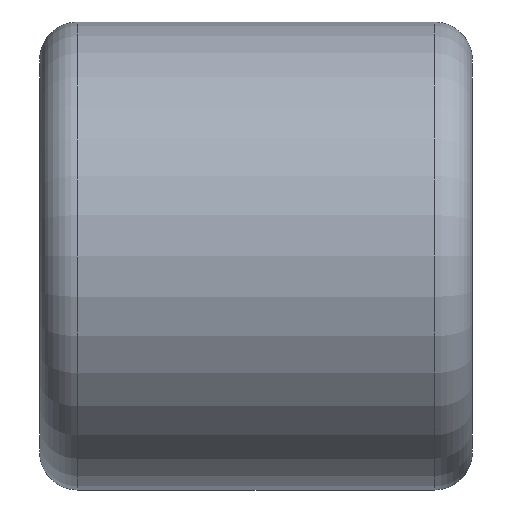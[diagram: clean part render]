
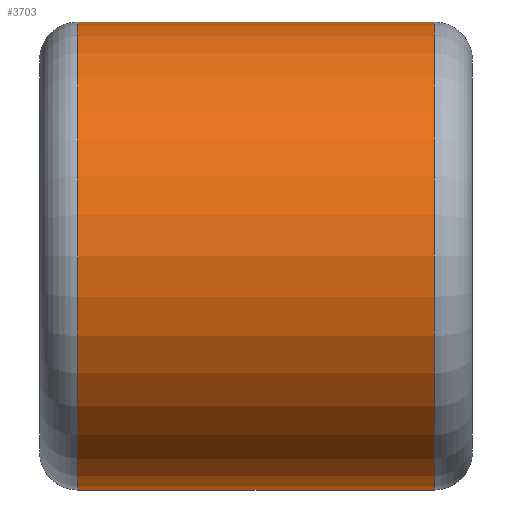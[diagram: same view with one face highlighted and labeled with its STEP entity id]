
A CAD part, front view. The second image highlights one B-rep face of the part: STEP entity #3703.
In plain terms, the highlighted cylindrical face has radius 40 mm (diameter 80 mm), a partial arc.
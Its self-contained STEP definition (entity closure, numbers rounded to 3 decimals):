
#115 = CIRCLE ( 'NONE', #3358, 40. ) ;
#208 = DIRECTION ( 'NONE',  ( -1., 0., 0. ) ) ;
#214 = EDGE_CURVE ( 'NONE', #1489, #4452, #3620, .T. ) ;
#277 = ORIENTED_EDGE ( 'NONE', *, *, #1109, .T. ) ;
#298 = ORIENTED_EDGE ( 'NONE', *, *, #214, .F. ) ;
#522 = VECTOR ( 'NONE', #2891, 1000. ) ;
#598 = DIRECTION ( 'NONE',  ( 0., 0., -1. ) ) ;
#707 = CARTESIAN_POINT ( 'NONE',  ( -30.5, 0., 331.361 ) ) ;
#870 = CARTESIAN_POINT ( 'NONE',  ( 30.5, 0., 251.361 ) ) ;
#900 = CYLINDRICAL_SURFACE ( 'NONE', #3604, 40. ) ;
#995 = ORIENTED_EDGE ( 'NONE', *, *, #4223, .T. ) ;
#1109 = EDGE_CURVE ( 'NONE', #3876, #3945, #4192, .T. ) ;
#1277 = VECTOR ( 'NONE', #2826, 1000. ) ;
#1489 = VERTEX_POINT ( 'NONE', #870 ) ;
#1586 = CARTESIAN_POINT ( 'NONE',  ( -30.5, 0., 251.361 ) ) ;
#1628 = DIRECTION ( 'NONE',  ( 0., 0., 1. ) ) ;
#1856 = CARTESIAN_POINT ( 'NONE',  ( -57.637, 0., 251.361 ) ) ;
#1956 = CARTESIAN_POINT ( 'NONE',  ( -57.637, 0., 291.361 ) ) ;
#1983 = CARTESIAN_POINT ( 'NONE',  ( 30.5, 0., 291.361 ) ) ;
#2029 = DIRECTION ( 'NONE',  ( 1., 0., 0. ) ) ;
#2103 = ORIENTED_EDGE ( 'NONE', *, *, #4574, .T. ) ;
#2665 = FACE_OUTER_BOUND ( 'NONE', #3632, .T. ) ;
#2726 = DIRECTION ( 'NONE',  ( 0., 0., 1. ) ) ;
#2811 = CARTESIAN_POINT ( 'NONE',  ( -30.5, 0., 291.361 ) ) ;
#2826 = DIRECTION ( 'NONE',  ( -1., 0., 0. ) ) ;
#2891 = DIRECTION ( 'NONE',  ( -1., 0., 0. ) ) ;
#3265 = CIRCLE ( 'NONE', #4477, 40. ) ;
#3358 = AXIS2_PLACEMENT_3D ( 'NONE', #2811, #2029, #598 ) ;
#3516 = CARTESIAN_POINT ( 'NONE',  ( -57.637, 0., 331.361 ) ) ;
#3604 = AXIS2_PLACEMENT_3D ( 'NONE', #1956, #3767, #2726 ) ;
#3620 = LINE ( 'NONE', #1856, #522 ) ;
#3632 = EDGE_LOOP ( 'NONE', ( #298, #995, #277, #2103 ) ) ;
#3703 = ADVANCED_FACE ( 'NONE', ( #2665 ), #900, .T. ) ;
#3767 = DIRECTION ( 'NONE',  ( -1., 0., 0. ) ) ;
#3876 = VERTEX_POINT ( 'NONE', #4126 ) ;
#3945 = VERTEX_POINT ( 'NONE', #707 ) ;
#4126 = CARTESIAN_POINT ( 'NONE',  ( 30.5, 0., 331.361 ) ) ;
#4192 = LINE ( 'NONE', #3516, #1277 ) ;
#4223 = EDGE_CURVE ( 'NONE', #1489, #3876, #3265, .T. ) ;
#4452 = VERTEX_POINT ( 'NONE', #1586 ) ;
#4477 = AXIS2_PLACEMENT_3D ( 'NONE', #1983, #208, #1628 ) ;
#4574 = EDGE_CURVE ( 'NONE', #3945, #4452, #115, .T. ) ;
